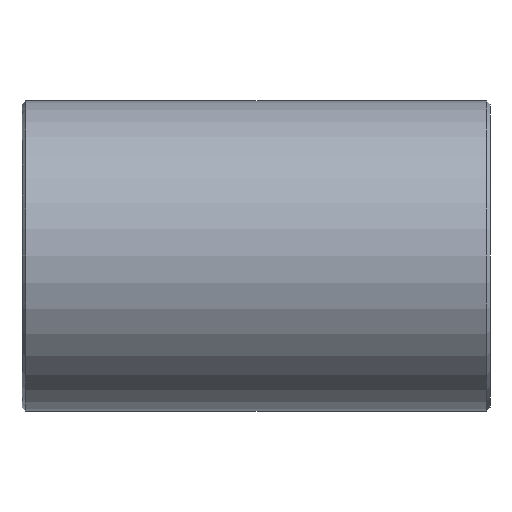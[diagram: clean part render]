
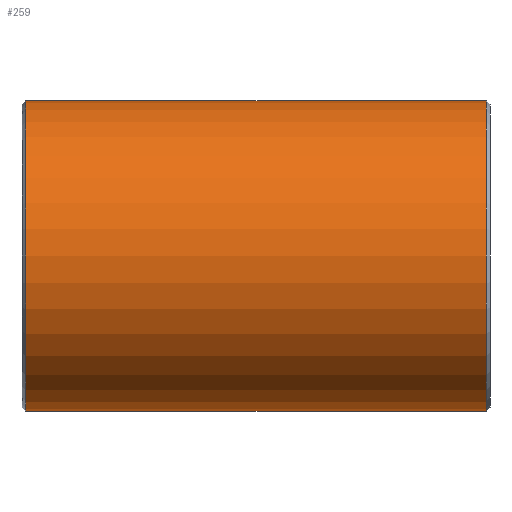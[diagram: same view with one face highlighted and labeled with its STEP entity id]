
A CAD part, left-side view. The second image highlights one B-rep face of the part: STEP entity #259.
In plain terms, the highlighted cylindrical face has radius 3.975 mm (diameter 7.95 mm), a partial arc.
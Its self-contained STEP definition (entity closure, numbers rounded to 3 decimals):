
#3 = CIRCLE ( 'NONE', #351, 3.975 ) ;
#14 = ORIENTED_EDGE ( 'NONE', *, *, #337, .T. ) ;
#30 = VECTOR ( 'NONE', #188, 1000. ) ;
#49 = EDGE_CURVE ( 'NONE', #332, #372, #247, .T. ) ;
#52 = FACE_OUTER_BOUND ( 'NONE', #191, .T. ) ;
#54 = DIRECTION ( 'NONE',  ( 0., -1., 0. ) ) ;
#72 = DIRECTION ( 'NONE',  ( 0., 1., 0. ) ) ;
#88 = CARTESIAN_POINT ( 'NONE',  ( 0., -5.9, 3.975 ) ) ;
#94 = CARTESIAN_POINT ( 'NONE',  ( 0., 6., 3.975 ) ) ;
#102 = EDGE_CURVE ( 'NONE', #332, #205, #292, .T. ) ;
#148 = AXIS2_PLACEMENT_3D ( 'NONE', #178, #354, #388 ) ;
#174 = EDGE_CURVE ( 'NONE', #444, #372, #3, .T. ) ;
#178 = CARTESIAN_POINT ( 'NONE',  ( 0., 6., 0. ) ) ;
#183 = AXIS2_PLACEMENT_3D ( 'NONE', #449, #416, #344 ) ;
#188 = DIRECTION ( 'NONE',  ( 0., -1., 0. ) ) ;
#191 = EDGE_LOOP ( 'NONE', ( #232, #415, #14, #299 ) ) ;
#203 = DIRECTION ( 'NONE',  ( 0., 0., 1. ) ) ;
#205 = VERTEX_POINT ( 'NONE', #412 ) ;
#232 = ORIENTED_EDGE ( 'NONE', *, *, #49, .F. ) ;
#236 = CARTESIAN_POINT ( 'NONE',  ( 0., -5.9, -3.975 ) ) ;
#247 = LINE ( 'NONE', #94, #419 ) ;
#259 = ADVANCED_FACE ( 'NONE', ( #52 ), #405, .T. ) ;
#280 = CARTESIAN_POINT ( 'NONE',  ( 0., -5.9, 0. ) ) ;
#292 = CIRCLE ( 'NONE', #183, 3.975 ) ;
#299 = ORIENTED_EDGE ( 'NONE', *, *, #174, .T. ) ;
#332 = VERTEX_POINT ( 'NONE', #427 ) ;
#337 = EDGE_CURVE ( 'NONE', #205, #444, #374, .T. ) ;
#344 = DIRECTION ( 'NONE',  ( 0., 0., 1. ) ) ;
#351 = AXIS2_PLACEMENT_3D ( 'NONE', #280, #72, #203 ) ;
#354 = DIRECTION ( 'NONE',  ( 0., -1., 0. ) ) ;
#372 = VERTEX_POINT ( 'NONE', #88 ) ;
#374 = LINE ( 'NONE', #393, #30 ) ;
#388 = DIRECTION ( 'NONE',  ( 0., 0., -1. ) ) ;
#393 = CARTESIAN_POINT ( 'NONE',  ( 0., 6., -3.975 ) ) ;
#405 = CYLINDRICAL_SURFACE ( 'NONE', #148, 3.975 ) ;
#412 = CARTESIAN_POINT ( 'NONE',  ( 0., 5.9, -3.975 ) ) ;
#415 = ORIENTED_EDGE ( 'NONE', *, *, #102, .T. ) ;
#416 = DIRECTION ( 'NONE',  ( 0., -1., 0. ) ) ;
#419 = VECTOR ( 'NONE', #54, 1000. ) ;
#427 = CARTESIAN_POINT ( 'NONE',  ( 0., 5.9, 3.975 ) ) ;
#444 = VERTEX_POINT ( 'NONE', #236 ) ;
#449 = CARTESIAN_POINT ( 'NONE',  ( 0., 5.9, 0. ) ) ;
